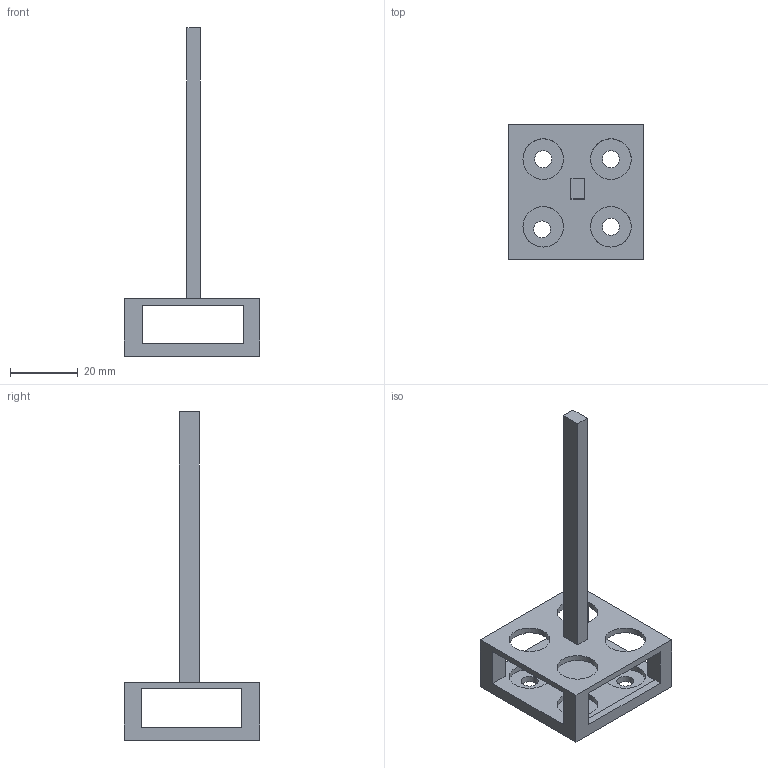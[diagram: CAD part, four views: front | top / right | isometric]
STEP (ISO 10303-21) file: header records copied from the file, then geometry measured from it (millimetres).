
FILE_DESCRIPTION(/* description */ (''),/* implementation_level */ '2;1');
FILE_NAME(/* name */ 'vial_holder v5.step',/* time_stamp */ '2024-03-25T19:12:40Z',/* author */ (''),/* organization */ (''),/* preprocessor_version */ 'ST-DEVELOPER v20',/* originating_system */ 'Autodesk Translation Framework v12.20.1.177',/* authorisation */ '');
FILE_SCHEMA (('AUTOMOTIVE_DESIGN { 1 0 10303 214 3 1 1 }'));
Length unit declared in the file: millimetre
Products named in the file (1): vial_holder
Bounding box: 40 x 40 x 97 mm (x, y, z)
Volume: 10145.2 mm3; surface area: 9204.9 mm2
Topology: 1 solids, 1 shells, 45 faces, 132 edges, 88 vertices
Faces by surface type: plane 33, cylinder 12
Full cylindrical faces by diameter (mm): 5 x4, 12 x8
Entity records: 1575 total; most frequent: CARTESIAN_POINT 266, ORIENTED_EDGE 264, DIRECTION 256, EDGE_CURVE 132, LINE 100, VECTOR 100, VERTEX_POINT 88, AXIS2_PLACEMENT_3D 78
